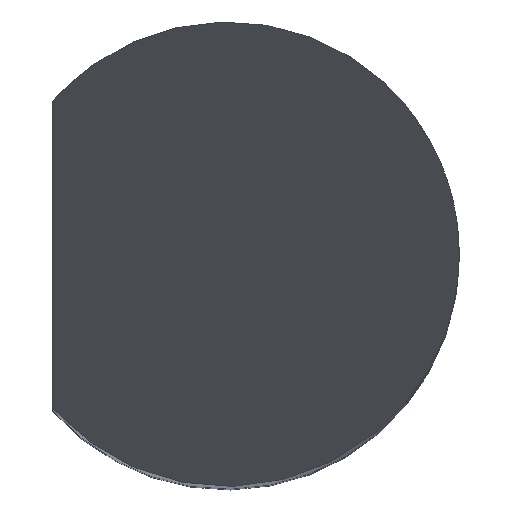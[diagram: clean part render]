
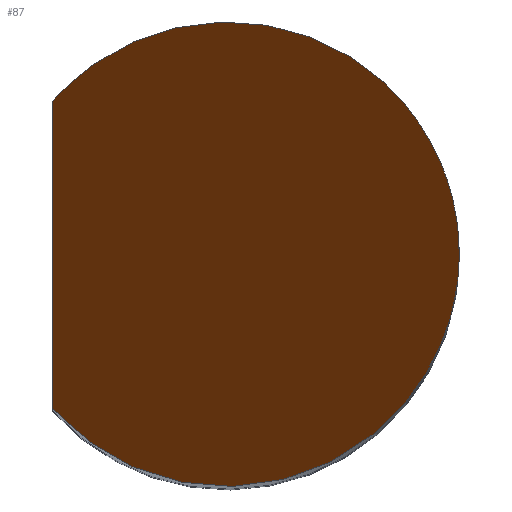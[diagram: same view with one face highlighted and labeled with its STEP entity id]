
A CAD part, top view. The second image highlights one B-rep face of the part: STEP entity #87.
In plain terms, the highlighted planar face has unit normal (-0.866, 0, 0.5).
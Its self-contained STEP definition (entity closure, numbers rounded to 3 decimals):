
#48=ELLIPSE('',#437,4.,2.);
#87=ADVANCED_FACE('',(#123),#109,.F.);
#109=PLANE('',#438);
#123=FACE_OUTER_BOUND('',#146,.T.);
#146=EDGE_LOOP('',(#225,#226));
#169=LINE('',#595,#193);
#193=VECTOR('',#493,1.);
#225=ORIENTED_EDGE('',*,*,#355,.T.);
#226=ORIENTED_EDGE('',*,*,#356,.F.);
#319=VERTEX_POINT('',#593);
#320=VERTEX_POINT('',#594);
#355=EDGE_CURVE('',#319,#320,#48,.T.);
#356=EDGE_CURVE('',#319,#320,#169,.T.);
#437=AXIS2_PLACEMENT_3D('',#592,#491,#492);
#438=AXIS2_PLACEMENT_3D('',#596,#494,#495);
#491=DIRECTION('',(-0.866,0.,0.5));
#492=DIRECTION('',(-0.5,0.,-0.866));
#493=DIRECTION('',(0.,1.,0.));
#494=DIRECTION('',(0.866,0.,-0.5));
#495=DIRECTION('',(-0.5,0.,-0.866));
#592=CARTESIAN_POINT('',(0.,0.,11.76));
#593=CARTESIAN_POINT('',(-1.5,-1.323,9.162));
#594=CARTESIAN_POINT('',(-1.5,1.323,9.162));
#595=CARTESIAN_POINT('',(-1.5,-1.323,9.162));
#596=CARTESIAN_POINT('',(2.,-2.4,15.224));
